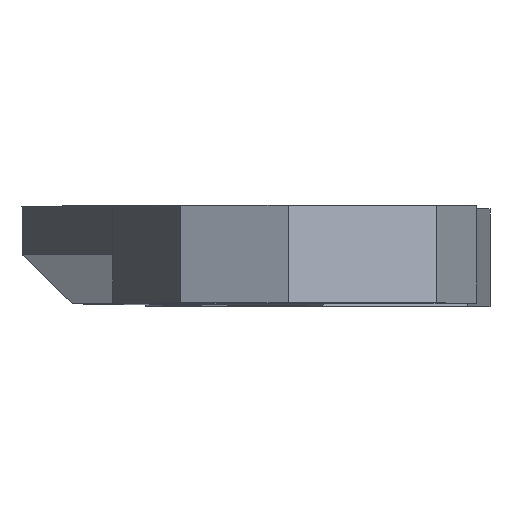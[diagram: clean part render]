
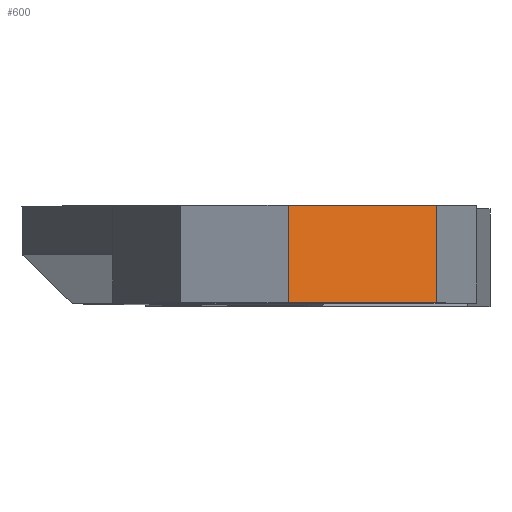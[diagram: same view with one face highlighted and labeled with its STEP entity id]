
A CAD part, top view. The second image highlights one B-rep face of the part: STEP entity #600.
In plain terms, the highlighted planar face has unit normal (0.416, 0, 0.909).
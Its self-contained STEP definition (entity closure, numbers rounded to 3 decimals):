
#36=PLANE('',#653);
#66=FACE_OUTER_BOUND('',#100,.T.);
#100=EDGE_LOOP('',(#465,#466,#467,#468));
#161=LINE('',#926,#231);
#163=LINE('',#930,#233);
#164=LINE('',#932,#234);
#165=LINE('',#933,#235);
#231=VECTOR('',#749,6.);
#233=VECTOR('',#753,10.);
#234=VECTOR('',#754,6.);
#235=VECTOR('',#755,10.);
#307=VERTEX_POINT('',#923);
#308=VERTEX_POINT('',#925);
#309=VERTEX_POINT('',#929);
#310=VERTEX_POINT('',#931);
#371=EDGE_CURVE('',#308,#307,#161,.T.);
#373=EDGE_CURVE('',#309,#307,#163,.T.);
#374=EDGE_CURVE('',#310,#309,#164,.T.);
#375=EDGE_CURVE('',#310,#308,#165,.T.);
#465=ORIENTED_EDGE('',*,*,#373,.F.);
#466=ORIENTED_EDGE('',*,*,#374,.F.);
#467=ORIENTED_EDGE('',*,*,#375,.T.);
#468=ORIENTED_EDGE('',*,*,#371,.T.);
#600=ADVANCED_FACE('',(#66),#36,.T.);
#653=AXIS2_PLACEMENT_3D('',#928,#751,#752);
#749=DIRECTION('',(0.,1.,0.));
#751=DIRECTION('center_axis',(0.416,0.,0.909));
#752=DIRECTION('ref_axis',(-0.909,0.,0.416));
#753=DIRECTION('',(0.909,0.,-0.416));
#754=DIRECTION('',(0.,1.,0.));
#755=DIRECTION('',(0.909,0.,-0.416));
#923=CARTESIAN_POINT('',(10.88,3.,137.594));
#925=CARTESIAN_POINT('',(10.88,-3.,137.594));
#926=CARTESIAN_POINT('',(10.88,-3.,137.594));
#928=CARTESIAN_POINT('Origin',(8.606,-3.,138.634));
#929=CARTESIAN_POINT('',(1.786,3.,141.753));
#930=CARTESIAN_POINT('',(1.786,3.,141.753));
#931=CARTESIAN_POINT('',(1.786,-3.,141.753));
#932=CARTESIAN_POINT('',(1.786,-3.,141.753));
#933=CARTESIAN_POINT('',(1.786,-3.,141.753));
